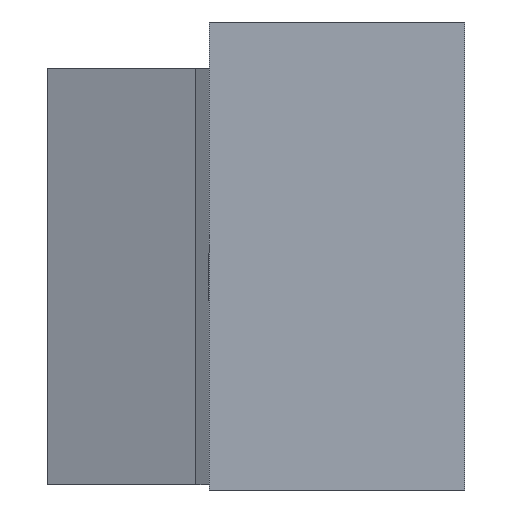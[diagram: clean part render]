
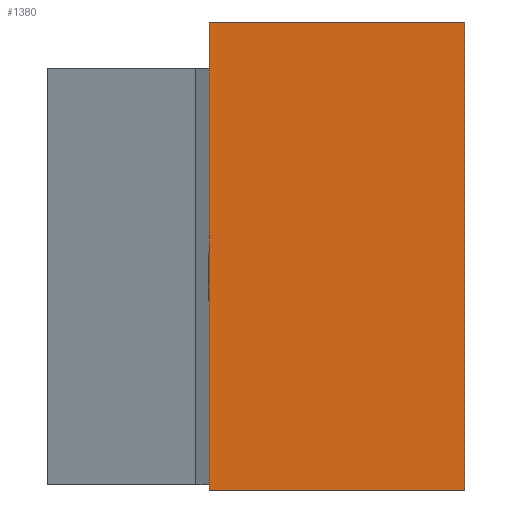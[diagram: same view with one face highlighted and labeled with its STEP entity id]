
A CAD part, left-side view. The second image highlights one B-rep face of the part: STEP entity #1380.
In plain terms, the highlighted planar face has unit normal (-1, 0, 0).
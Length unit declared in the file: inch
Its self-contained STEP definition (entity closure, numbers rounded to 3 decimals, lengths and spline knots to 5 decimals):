
#42 = CARTESIAN_POINT ( 'NONE',  ( -1.675, 0.615, 0.5625 ) ) ;
#176 = DIRECTION ( 'NONE',  ( 0., 0., 1. ) ) ;
#209 = DIRECTION ( 'NONE',  ( 0., 0., 1. ) ) ;
#215 = CARTESIAN_POINT ( 'NONE',  ( -1.675, 0.615, 0.5625 ) ) ;
#229 = CARTESIAN_POINT ( 'NONE',  ( -1.675, 0., 0.5625 ) ) ;
#605 = LINE ( 'NONE', #967, #4026 ) ;
#822 = VERTEX_POINT ( 'NONE', #3832 ) ;
#967 = CARTESIAN_POINT ( 'NONE',  ( -1.675, 0.615, 0.5625 ) ) ;
#1103 = LINE ( 'NONE', #229, #1470 ) ;
#1320 = CARTESIAN_POINT ( 'NONE',  ( -1.675, 0., 0.5625 ) ) ;
#1380 = ADVANCED_FACE ( 'NONE', ( #1932 ), #1777, .F. ) ;
#1470 = VECTOR ( 'NONE', #209, 39.37008 ) ;
#1725 = VERTEX_POINT ( 'NONE', #1320 ) ;
#1754 = DIRECTION ( 'NONE',  ( 0., 0., -1. ) ) ;
#1763 = DIRECTION ( 'NONE',  ( 1., 0., 0. ) ) ;
#1769 = CARTESIAN_POINT ( 'NONE',  ( -1.675, 0.615, 0.5625 ) ) ;
#1777 = PLANE ( 'NONE',  #2609 ) ;
#1932 = FACE_OUTER_BOUND ( 'NONE', #2853, .T. ) ;
#2009 = EDGE_CURVE ( 'NONE', #822, #1725, #1103, .T. ) ;
#2099 = DIRECTION ( 'NONE',  ( 0., -1., 0. ) ) ;
#2131 = CARTESIAN_POINT ( 'NONE',  ( -1.675, 0.615, -0.5625 ) ) ;
#2256 = VERTEX_POINT ( 'NONE', #42 ) ;
#2609 = AXIS2_PLACEMENT_3D ( 'NONE', #1769, #1763, #1754 ) ;
#2853 = EDGE_LOOP ( 'NONE', ( #3858, #3284, #3302, #3349 ) ) ;
#2996 = CARTESIAN_POINT ( 'NONE',  ( -1.675, 0.615, -0.5625 ) ) ;
#3101 = EDGE_CURVE ( 'NONE', #2256, #1725, #4477, .T. ) ;
#3284 = ORIENTED_EDGE ( 'NONE', *, *, #3101, .F. ) ;
#3302 = ORIENTED_EDGE ( 'NONE', *, *, #3876, .F. ) ;
#3349 = ORIENTED_EDGE ( 'NONE', *, *, #4148, .T. ) ;
#3359 = DIRECTION ( 'NONE',  ( 0., -1., 0. ) ) ;
#3513 = VERTEX_POINT ( 'NONE', #2996 ) ;
#3832 = CARTESIAN_POINT ( 'NONE',  ( -1.675, 0., -0.5625 ) ) ;
#3858 = ORIENTED_EDGE ( 'NONE', *, *, #2009, .T. ) ;
#3876 = EDGE_CURVE ( 'NONE', #3513, #2256, #605, .T. ) ;
#3887 = LINE ( 'NONE', #2131, #4964 ) ;
#4026 = VECTOR ( 'NONE', #176, 39.37008 ) ;
#4148 = EDGE_CURVE ( 'NONE', #3513, #822, #3887, .T. ) ;
#4477 = LINE ( 'NONE', #215, #4664 ) ;
#4664 = VECTOR ( 'NONE', #3359, 39.37008 ) ;
#4964 = VECTOR ( 'NONE', #2099, 39.37008 ) ;
